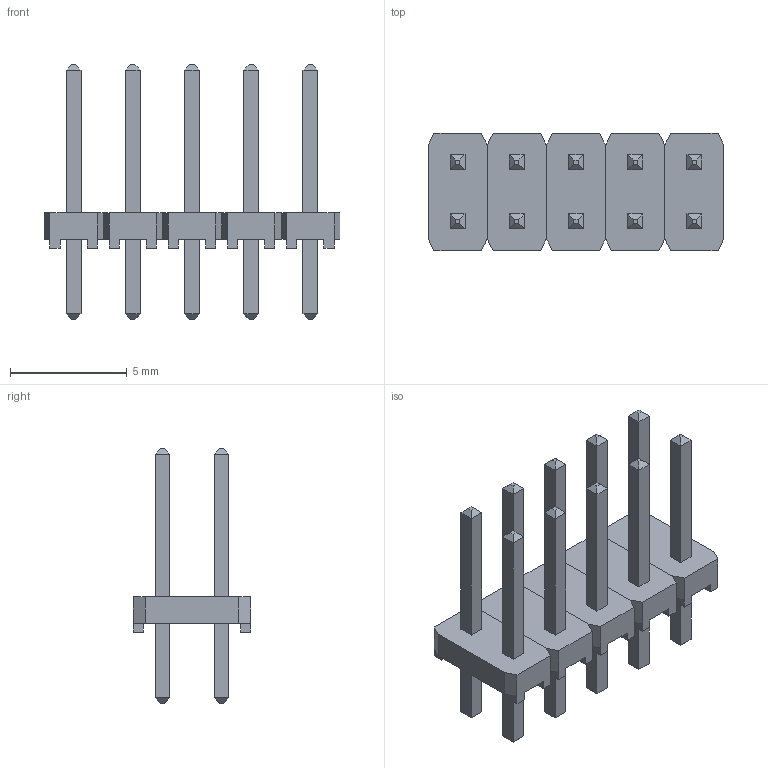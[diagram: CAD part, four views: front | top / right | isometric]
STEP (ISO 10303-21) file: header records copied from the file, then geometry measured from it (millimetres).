
FILE_DESCRIPTION((''),'2;1');
FILE_NAME('SAMTEC_MTLW-105-07-L-D-250.stp','2012-12-13T14:49:42',(''),(''),'Mechanical Desktop 2011','Mechanical Desktop 2011',', , ');
FILE_SCHEMA(('AUTOMOTIVE_DESIGN { 1 2 10303 214 1 1 1 1 }'));
Length unit declared in the file: millimetre
Products named in the file (1): Product
Bounding box: 12.7 x 5.03 x 10.92 mm (x, y, z)
Volume: 111.4 mm3; surface area: 476.4 mm2
Topology: 25 solids, 25 shells, 330 faces, 740 edges, 460 vertices
Faces by surface type: plane 205, bspline 125
Entity records: 8879 total; most frequent: CARTESIAN_POINT 1906, ORIENTED_EDGE 1480, DIRECTION 1152, VECTOR 740, LINE 740, EDGE_CURVE 740, VERTEX_POINT 460, EDGE_LOOP 330
